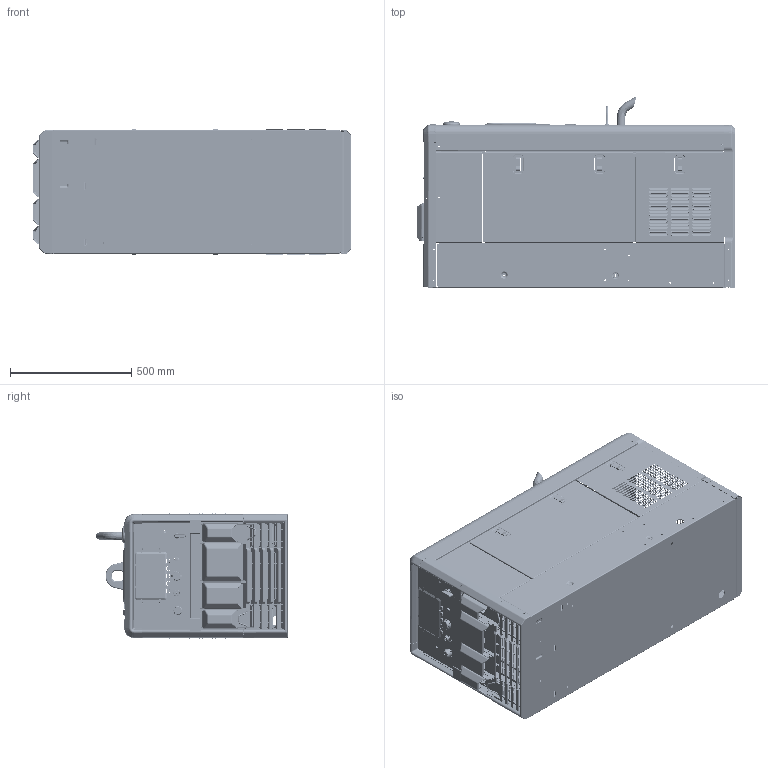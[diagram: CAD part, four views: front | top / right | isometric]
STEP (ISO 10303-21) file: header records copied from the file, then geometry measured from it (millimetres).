
FILE_DESCRIPTION (( 'STEP AP214' ), '1' );
FILE_NAME ('907836 907876 SURFACES.STEP', '2024-03-15T14:15:50', ( '' ), ( '' ), 'SwSTEP 2.0', 'SolidWorks 2022', '' );
FILE_SCHEMA (( 'AUTOMOTIVE_DESIGN' ));
Length unit declared in the file: inch
Products named in the file (1): 907836 907876 SURFACES
Bounding box: 1314.08 x 791.23 x 522.15 mm (x, y, z)
Surface area: 7785585.8 mm2 (no closed solid volume)
Topology: 0 solids, 218 shells, 5079 faces, 22704 edges, 16943 vertices
Faces by surface type: plane 3155, cylinder 1096, bspline 375, torus 297, cone 124, sphere 32
Entity records: 319411 total; most frequent: CARTESIAN_POINT 77732, ORIENTED_EDGE 33288, DIRECTION 33253, EDGE_CURVE 22701, VERTEX_POINT 16942, VECTOR 14555, LINE 14555, AXIS2_PLACEMENT_3D 9349
